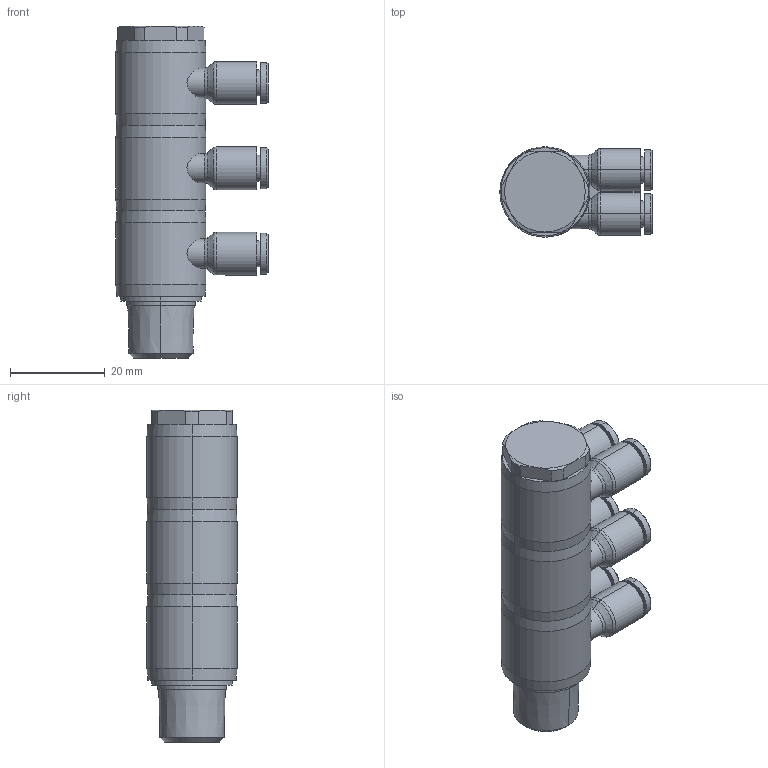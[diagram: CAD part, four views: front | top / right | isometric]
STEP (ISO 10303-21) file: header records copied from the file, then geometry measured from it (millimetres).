
FILE_DESCRIPTION((''),'2;1');
FILE_NAME('GPA_0402(3)(3D).stp','2012-12-17T14:36:12',(''),(''),'Mechanical Desktop.R8.0.24.0','Mechanical Desktop.R8.0.24.0',', , ');
FILE_SCHEMA(('CONFIG_CONTROL_DESIGN'));
Length unit declared in the file: millimetre
Products named in the file (2): GPA_0402(3)(3D); 睡ヶ1
Assembly tree (1 placements, depth 2):
  GPA_0402(3)(3D)
    睡ヶ1
Bounding box: 32.1 x 19 x 70 mm (x, y, z)
Volume: 18265.2 mm3; surface area: 10159.6 mm2
Topology: 1 solids, 1 shells, 2419 faces, 6810 edges, 4498 vertices
Faces by surface type: plane 2001, bspline 174, cylinder 132, cone 94, torus 18
Entity records: 79944 total; most frequent: CARTESIAN_POINT 17504, ORIENTED_EDGE 13616, DIRECTION 11935, EDGE_CURVE 6808, VECTOR 6013, LINE 6013, VERTEX_POINT 4498, AXIS2_PLACEMENT_3D 2961
